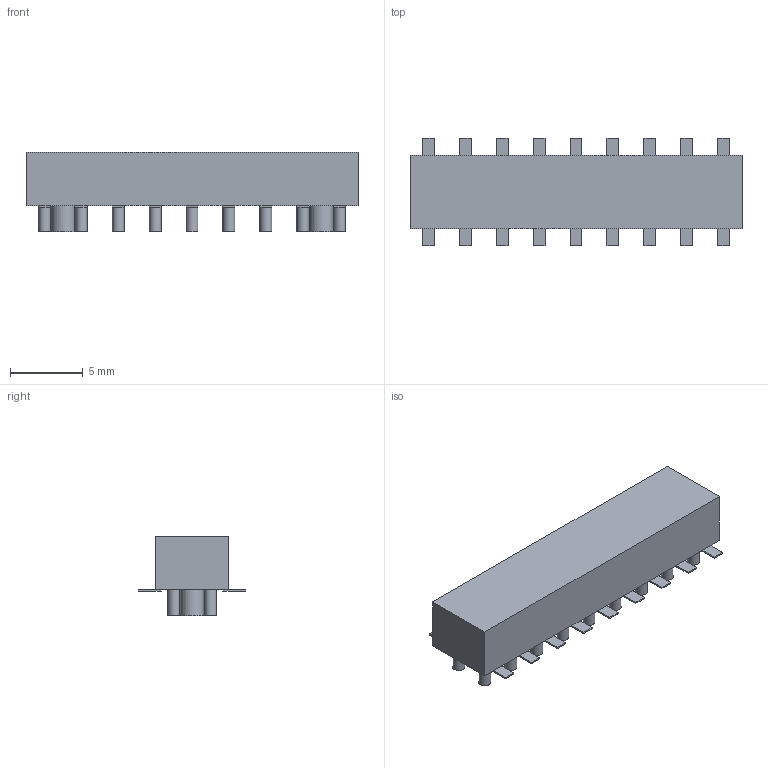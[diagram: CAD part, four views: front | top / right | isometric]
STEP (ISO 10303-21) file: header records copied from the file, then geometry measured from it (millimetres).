
FILE_DESCRIPTION(('FreeCAD Model'),'2;1');
FILE_NAME('630356.2.2.stp','2023-04-24T11:33:54',( 'Author'),(''),'Open CASCADE STEP processor 6.9','FreeCAD','Unknown' );
FILE_SCHEMA(('AUTOMOTIVE_DESIGN { 1 0 10303 214 1 1 1 1 }'));
Length unit declared in the file: millimetre
Products named in the file (4): ASSEMBLY; Body; Pins; Lugs
Assembly tree (3 placements, depth 2):
  ASSEMBLY
    Body
    Pins
    Lugs
Bounding box: 22.86 x 7.4 x 5.5 mm (x, y, z)
Volume: 456.3 mm3; surface area: 622.5 mm2
Topology: 39 solids, 39 shells, 174 faces, 288 edges, 192 vertices
Faces by surface type: plane 154, cylinder 20
Full cylindrical faces by diameter (mm): 0.82 x18, 1.6 x2
Entity records: 8080 total; most frequent: DIRECTION 1260, CARTESIAN_POINT 1234, LINE 784, VECTOR 784, ORIENTED_EDGE 576, PCURVE 576, DEFINITIONAL_REPRESENTATION 576, EDGE_CURVE 288
